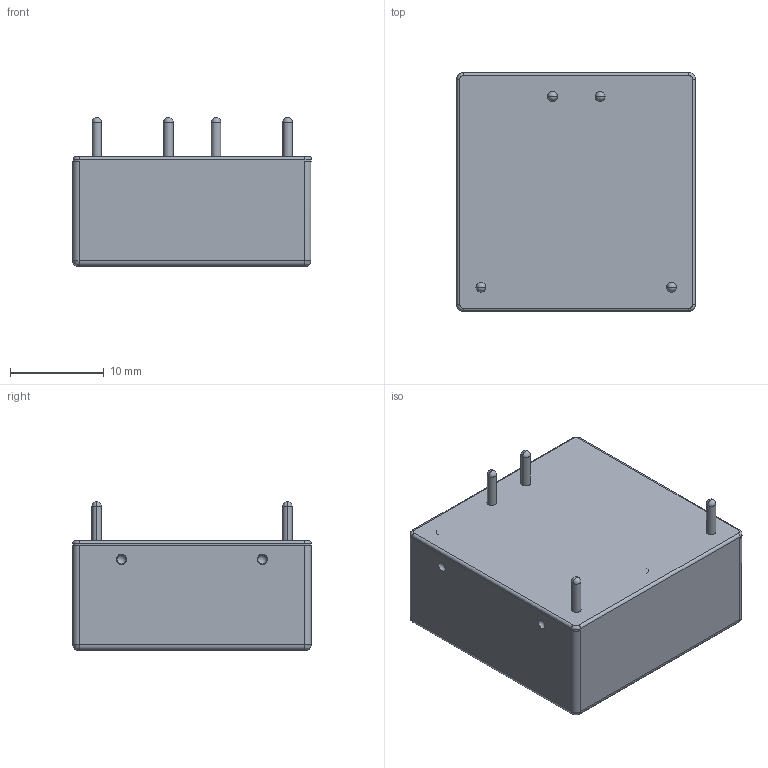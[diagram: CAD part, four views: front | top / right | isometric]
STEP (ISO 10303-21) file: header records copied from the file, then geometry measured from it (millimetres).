
FILE_DESCRIPTION((''),'2;1');
FILE_NAME('URB_YMD-6WR3_ASM','2016-05-09T',('eng706'),(''),'PRO/ENGINEER BY PARAMETRIC TECHNOLOGY CORPORATION, 2014000','PRO/ENGINEER BY PARAMETRIC TECHNOLOGY CORPORATION, 2014000','');
FILE_SCHEMA(('AUTOMOTIVE_DESIGN { 1 0 10303 214 1 1 1 1 }'));
Length unit declared in the file: millimetre
Products named in the file (6): MANIFOLD_SOLID_BREP_442; MANIFOLD_SOLID_BREP_826; MANIFOLD_SOLID_BREP_8827; MANIFOLD_SOLID_BREP_9211; MANIFOLD_SOLID_BREP_9595; URB_YMD-6WR3_ASM
Assembly tree (5 placements, depth 2):
  URB_YMD-6WR3_ASM
    MANIFOLD_SOLID_BREP_442
    MANIFOLD_SOLID_BREP_826
    MANIFOLD_SOLID_BREP_8827
    MANIFOLD_SOLID_BREP_9211
    MANIFOLD_SOLID_BREP_9595
Bounding box: 25.45 x 25.4 x 15.85 mm (x, y, z)
Volume: 1930 mm3; surface area: 5273.5 mm2
Topology: 5 solids, 5 shells, 247 faces, 729 edges, 492 vertices
Faces by surface type: plane 98, cylinder 91, sphere 30, cone 12, torus 12, bspline 4
Entity records: 10664 total; most frequent: CARTESIAN_POINT 1792, DIRECTION 1467, ORIENTED_EDGE 1410, EDGE_CURVE 705, AXIS2_PLACEMENT_3D 567, VERTEX_POINT 492, VECTOR 333, LINE 333
